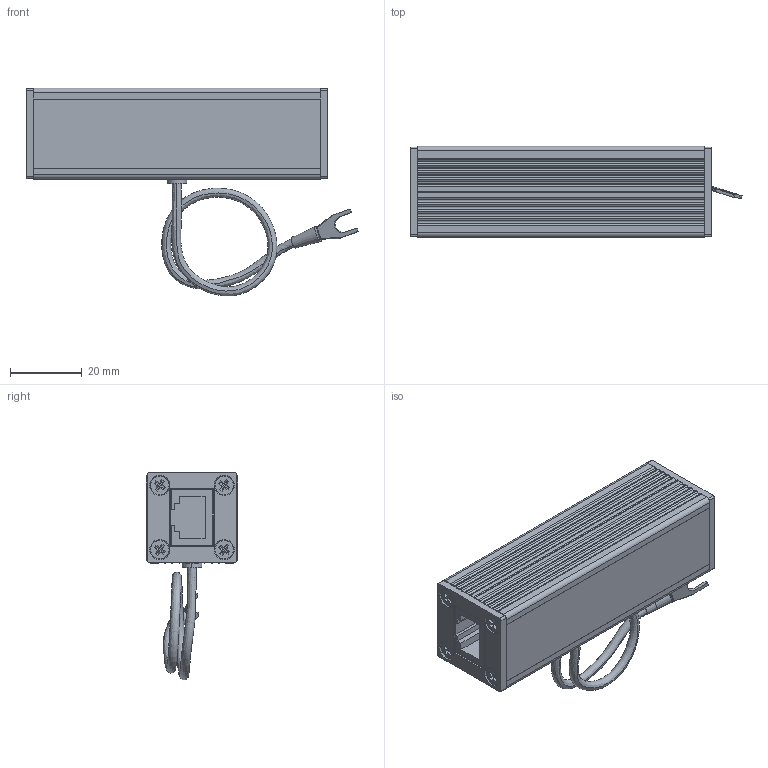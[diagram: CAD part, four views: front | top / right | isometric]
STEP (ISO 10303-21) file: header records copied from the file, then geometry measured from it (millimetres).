
FILE_DESCRIPTION (( 'STEP AP214' ), '1' );
FILE_NAME ('ELP-CAT5.STEP', '2019-03-18T16:00:14', ( '' ), ( '' ), 'SwSTEP 2.0', 'SolidWorks 2017', '' );
FILE_SCHEMA (( 'AUTOMOTIVE_DESIGN' ));
Length unit declared in the file: inch
Products named in the file (8): ELP-CAT5_EndPlate; ELP-CAT5_GrounLug; ELP-CAT5_CaseTop; ELP-CAT5_CaseBottom; ELP-CAT5_Cable; ELP-CAT5_RJ45; ELP-CAT5_End_MS; ELP-CAT5
Assembly tree (16 placements, depth 2):
  ELP-CAT5
    ELP-CAT5_CaseBottom
    ELP-CAT5_CaseTop
    ELP-CAT5_EndPlate  x2
    ELP-CAT5_End_MS  x8
    ELP-CAT5_RJ45  x2
    ELP-CAT5_Cable
    ELP-CAT5_GrounLug
Bounding box: 92.61 x 25.4 x 58.01 mm (x, y, z)
Volume: 25991.4 mm3; surface area: 27671.4 mm2
Topology: 17 solids, 17 shells, 995 faces, 2385 edges, 1437 vertices
Faces by surface type: cone 402, plane 373, cylinder 173, torus 20, bspline 19, sphere 8
Entity records: 17587 total; most frequent: CARTESIAN_POINT 4850, ORIENTED_EDGE 2492, DIRECTION 2481, EDGE_CURVE 1246, AXIS2_PLACEMENT_3D 830, LINE 821, VECTOR 821, VERTEX_POINT 805
